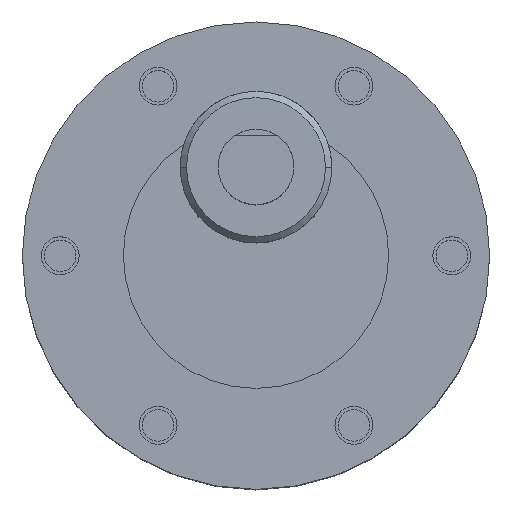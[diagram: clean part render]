
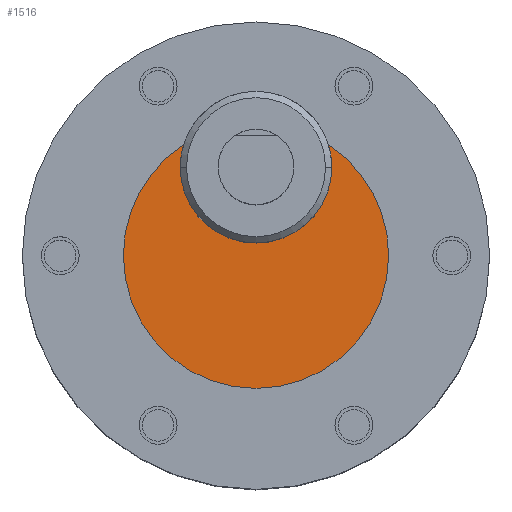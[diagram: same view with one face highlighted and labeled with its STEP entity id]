
A CAD part, top view. The second image highlights one B-rep face of the part: STEP entity #1516.
In plain terms, the highlighted planar face has unit normal (0, 0, 1).
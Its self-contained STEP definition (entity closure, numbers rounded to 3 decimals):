
#83 = CARTESIAN_POINT ( 'NONE',  ( 6., 7., -0.5 ) ) ;
#84 = CARTESIAN_POINT ( 'NONE',  ( 5.723, 8.804, -0.5 ) ) ;
#87 = CARTESIAN_POINT ( 'NONE',  ( -5.723, 8.804, -0.5 ) ) ;
#88 = CARTESIAN_POINT ( 'NONE',  ( -6., 7., -0.5 ) ) ;
#89 = CARTESIAN_POINT ( 'NONE',  ( -10.5, 0., -0.5 ) ) ;
#90 = CARTESIAN_POINT ( 'NONE',  ( 10.5, 0., -0.5 ) ) ;
#253 = PLANE ( 'NONE',  #1762 ) ;
#254 = CARTESIAN_POINT ( 'NONE',  ( 0., 3.5, -0.5 ) ) ;
#255 = DIRECTION ( 'NONE',  ( 0., 0., 1. ) ) ;
#256 = DIRECTION ( 'NONE',  ( 1., 0., 0. ) ) ;
#366 = CARTESIAN_POINT ( 'NONE',  ( 0., 0., -0.5 ) ) ;
#367 = DIRECTION ( 'NONE',  ( 0., 0., 1. ) ) ;
#368 = DIRECTION ( 'NONE',  ( 1., 0., 0. ) ) ;
#390 = CARTESIAN_POINT ( 'NONE',  ( 0., 7., -0.5 ) ) ;
#391 = DIRECTION ( 'NONE',  ( 0., 0., -1. ) ) ;
#392 = DIRECTION ( 'NONE',  ( 1., 0., 0. ) ) ;
#538 = CIRCLE ( 'NONE', #548, 6. ) ;
#542 = CIRCLE ( 'NONE', #553, 6. ) ;
#548 = AXIS2_PLACEMENT_3D ( 'NONE', #1957, #1958, #1959 ) ;
#553 = AXIS2_PLACEMENT_3D ( 'NONE', #1967, #1968, #1969 ) ;
#555 = CIRCLE ( 'NONE', #557, 10.5 ) ;
#557 = AXIS2_PLACEMENT_3D ( 'NONE', #1974, #1975, #1976 ) ;
#560 = CIRCLE ( 'NONE', #562, 10.5 ) ;
#562 = AXIS2_PLACEMENT_3D ( 'NONE', #1982, #1983, #1984 ) ;
#705 = VERTEX_POINT ( 'NONE', #83 ) ;
#706 = VERTEX_POINT ( 'NONE', #84 ) ;
#709 = VERTEX_POINT ( 'NONE', #87 ) ;
#710 = VERTEX_POINT ( 'NONE', #88 ) ;
#711 = VERTEX_POINT ( 'NONE', #89 ) ;
#712 = VERTEX_POINT ( 'NONE', #90 ) ;
#793 = ORIENTED_EDGE ( 'NONE', *, *, #1664, .T. ) ;
#795 = ORIENTED_EDGE ( 'NONE', *, *, #1553, .T. ) ;
#796 = ORIENTED_EDGE ( 'NONE', *, *, #1654, .T. ) ;
#797 = ORIENTED_EDGE ( 'NONE', *, *, #1661, .T. ) ;
#798 = ORIENTED_EDGE ( 'NONE', *, *, #1562, .T. ) ;
#800 = ORIENTED_EDGE ( 'NONE', *, *, #1658, .T. ) ;
#1048 = EDGE_LOOP ( 'NONE', ( #795, #797, #793, #796, #798, #800 ) ) ;
#1305 = FACE_OUTER_BOUND ( 'NONE', #1048, .T. ) ;
#1516 = ADVANCED_FACE ( 'NONE', ( #1305 ), #253, .T. ) ;
#1553 = EDGE_CURVE ( 'NONE', #709, #711, #1735, .T. ) ;
#1562 = EDGE_CURVE ( 'NONE', #705, #710, #1846, .T. ) ;
#1654 = EDGE_CURVE ( 'NONE', #706, #705, #538, .T. ) ;
#1658 = EDGE_CURVE ( 'NONE', #710, #709, #542, .T. ) ;
#1661 = EDGE_CURVE ( 'NONE', #711, #712, #555, .T. ) ;
#1664 = EDGE_CURVE ( 'NONE', #712, #706, #560, .T. ) ;
#1735 = CIRCLE ( 'NONE', #1814, 10.5 ) ;
#1762 = AXIS2_PLACEMENT_3D ( 'NONE', #254, #255, #256 ) ;
#1814 = AXIS2_PLACEMENT_3D ( 'NONE', #366, #367, #368 ) ;
#1843 = AXIS2_PLACEMENT_3D ( 'NONE', #390, #391, #392 ) ;
#1846 = CIRCLE ( 'NONE', #1843, 6. ) ;
#1957 = CARTESIAN_POINT ( 'NONE',  ( 0., 7., -0.5 ) ) ;
#1958 = DIRECTION ( 'NONE',  ( 0., 0., -1. ) ) ;
#1959 = DIRECTION ( 'NONE',  ( 1., 0., 0. ) ) ;
#1967 = CARTESIAN_POINT ( 'NONE',  ( 0., 7., -0.5 ) ) ;
#1968 = DIRECTION ( 'NONE',  ( 0., 0., -1. ) ) ;
#1969 = DIRECTION ( 'NONE',  ( 1., 0., 0. ) ) ;
#1974 = CARTESIAN_POINT ( 'NONE',  ( 0., 0., -0.5 ) ) ;
#1975 = DIRECTION ( 'NONE',  ( 0., 0., 1. ) ) ;
#1976 = DIRECTION ( 'NONE',  ( 1., 0., 0. ) ) ;
#1982 = CARTESIAN_POINT ( 'NONE',  ( 0., 0., -0.5 ) ) ;
#1983 = DIRECTION ( 'NONE',  ( 0., 0., 1. ) ) ;
#1984 = DIRECTION ( 'NONE',  ( 1., 0., 0. ) ) ;
